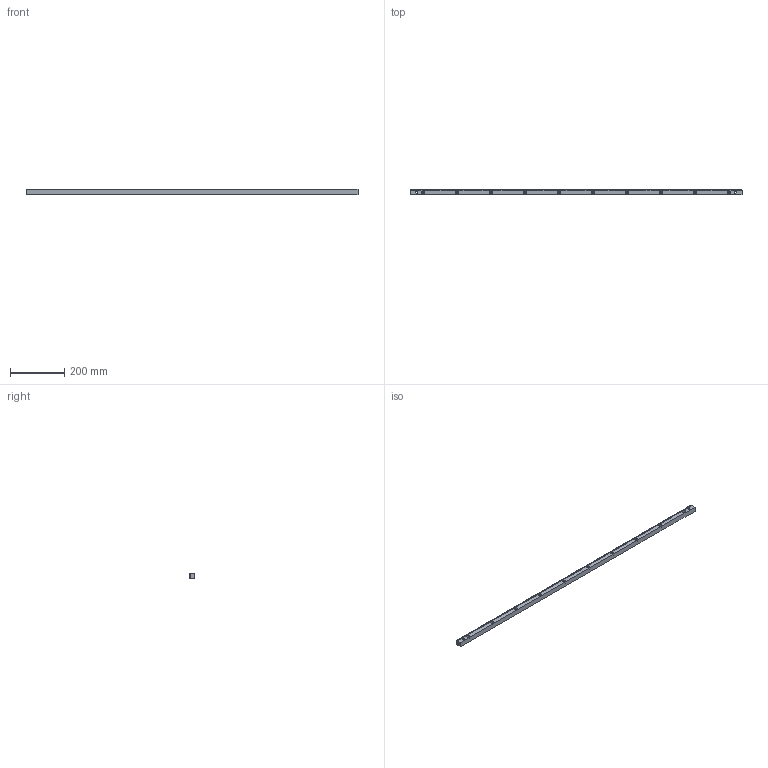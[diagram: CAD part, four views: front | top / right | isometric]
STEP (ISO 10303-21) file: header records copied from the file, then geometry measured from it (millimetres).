
FILE_DESCRIPTION((''),'2;1');
FILE_NAME('1221DP16','2016-04-08T',('Administrator'),(''),'PRO/ENGINEER BY PARAMETRIC TECHNOLOGY CORPORATION, 2010480','PRO/ENGINEER BY PARAMETRIC TECHNOLOGY CORPORATION, 2010480','');
FILE_SCHEMA(('CONFIG_CONTROL_DESIGN'));
Length unit declared in the file: millimetre
Products named in the file (1): 1221DP16
Bounding box: 1221.88 x 19.05 x 19.05 mm (x, y, z)
Volume: 391998.8 mm3; surface area: 117811 mm2
Topology: 1 solids, 1 shells, 1040 faces, 3084 edges, 2056 vertices
Faces by surface type: plane 996, cylinder 44
Entity records: 34222 total; most frequent: CARTESIAN_POINT 6180, ORIENTED_EDGE 6168, DIRECTION 5252, EDGE_CURVE 3084, VECTOR 2996, LINE 2996, VERTEX_POINT 2056, AXIS2_PLACEMENT_3D 1128
